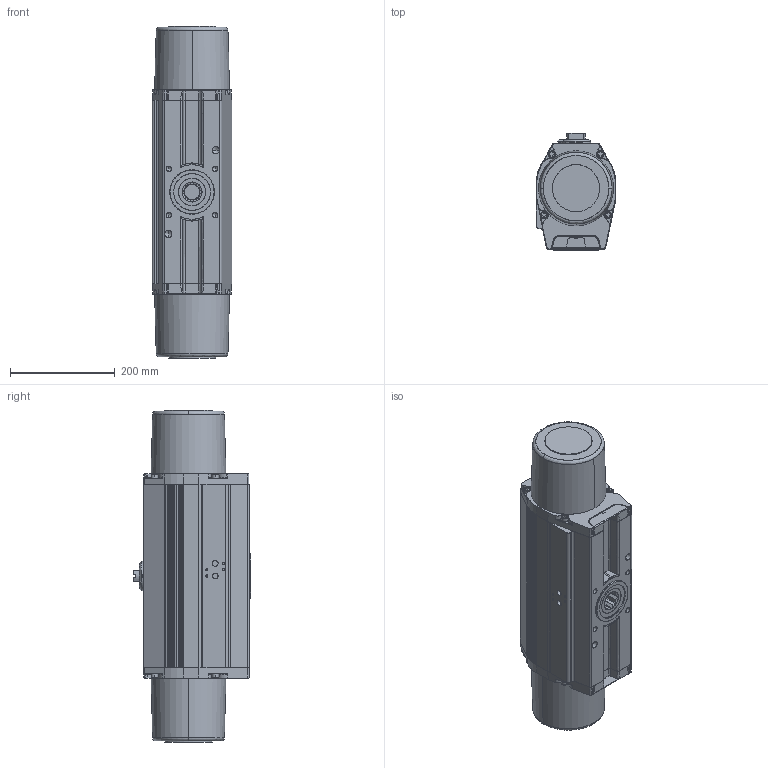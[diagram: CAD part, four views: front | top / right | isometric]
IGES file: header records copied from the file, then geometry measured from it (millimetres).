
Start section: SolidWorks IGES file using analytic representation for surfaces
Global section: file name: 009692.IGS; native system: SolidWorks 2018; preprocessor: SolidWorks 2018; author: sara.marklund; date: 180813.151608; units: millimetre
Bounding box: 152.3 x 224.25 x 634 mm (x, y, z)
Surface area: 439596.9 mm2 (no closed solid volume)
Topology: 0 solids, 0 shells, 700 faces, 8670 edges, 8646 vertices
Faces by surface type: bspline 364, revolution 336
